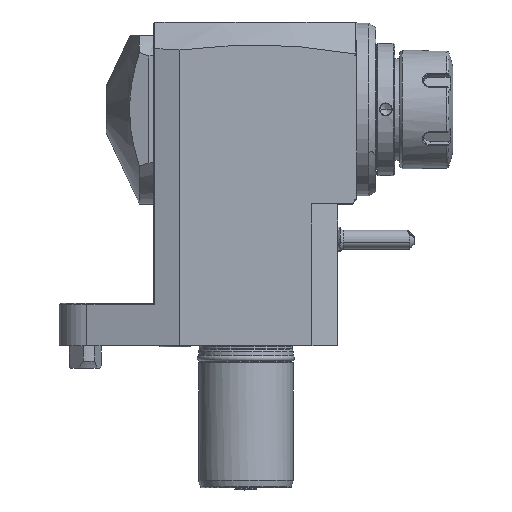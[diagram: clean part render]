
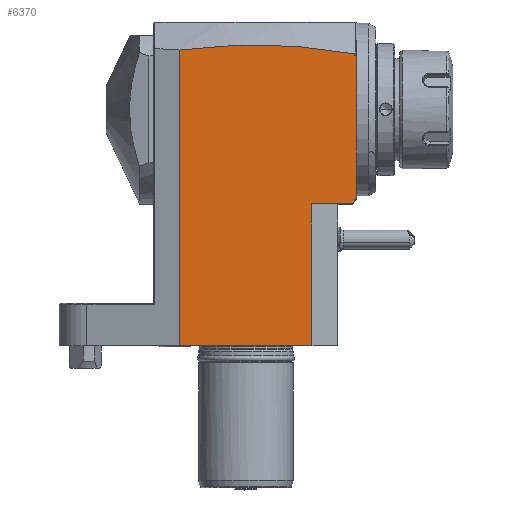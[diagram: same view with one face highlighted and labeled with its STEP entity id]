
A CAD part, top view. The second image highlights one B-rep face of the part: STEP entity #6370.
In plain terms, the highlighted planar face has unit normal (0, 0, 1).
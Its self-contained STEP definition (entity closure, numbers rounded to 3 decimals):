
#5=DIRECTION('',(-1.,0.,0.));
#6=VECTOR('',#5,56.);
#7=CARTESIAN_POINT('',(28.,0.,38.));
#8=LINE('',#7,#6);
#44=DIRECTION('',(0.,-1.,0.));
#45=VECTOR('',#44,125.103);
#46=CARTESIAN_POINT('',(-28.,125.103,38.));
#47=LINE('',#46,#45);
#57=DIRECTION('',(0.,-1.,0.));
#58=VECTOR('',#57,0.745);
#59=CARTESIAN_POINT('',(46.,123.48,38.));
#60=LINE('',#59,#58);
#61=DIRECTION('',(-1.,0.,0.));
#62=VECTOR('',#61,1.);
#63=CARTESIAN_POINT('',(47.,122.735,38.));
#64=LINE('',#63,#62);
#65=DIRECTION('',(0.,-1.,0.));
#66=VECTOR('',#65,1.);
#67=CARTESIAN_POINT('',(46.,62.,38.));
#68=LINE('',#67,#66);
#69=DIRECTION('',(0.707,0.707,0.));
#70=VECTOR('',#69,1.414);
#71=CARTESIAN_POINT('',(45.,60.,38.));
#72=LINE('',#71,#70);
#73=DIRECTION('',(0.,-1.,0.));
#74=VECTOR('',#73,60.);
#75=CARTESIAN_POINT('',(28.,60.,38.));
#76=LINE('',#75,#74);
#77=CARTESIAN_POINT('',(-28.,125.103,38.));
#78=CARTESIAN_POINT('',(-15.623,126.836,38.));
#79=CARTESIAN_POINT('',(9.086,128.27,38.));
#80=CARTESIAN_POINT('',(33.71,125.748,38.));
#81=CARTESIAN_POINT('',(46.,123.48,38.));
#422=DIRECTION('',(0.,1.,0.));
#423=VECTOR('',#422,60.735);
#424=CARTESIAN_POINT('',(47.,62.,38.));
#425=LINE('',#424,#423);
#448=DIRECTION('',(1.,0.,0.));
#449=VECTOR('',#448,17.);
#450=CARTESIAN_POINT('',(28.,60.,38.));
#451=LINE('',#450,#449);
#993=DIRECTION('',(1.,0.,0.));
#994=VECTOR('',#993,1.);
#995=CARTESIAN_POINT('',(46.,62.,38.));
#996=LINE('',#995,#994);
#5731=CARTESIAN_POINT('',(28.,60.,38.));
#5732=CARTESIAN_POINT('',(45.,60.,38.));
#5733=VERTEX_POINT('',#5731);
#5734=VERTEX_POINT('',#5732);
#5741=VERTEX_POINT('',#77);
#5742=VERTEX_POINT('',#81);
#5745=CARTESIAN_POINT('',(46.,61.,38.));
#5746=VERTEX_POINT('',#5745);
#6115=CARTESIAN_POINT('',(28.,0.,38.));
#6116=VERTEX_POINT('',#6115);
#6117=CARTESIAN_POINT('',(-28.,0.,38.));
#6118=VERTEX_POINT('',#6117);
#6131=CARTESIAN_POINT('',(47.,62.,38.));
#6132=CARTESIAN_POINT('',(47.,122.735,38.));
#6133=VERTEX_POINT('',#6131);
#6134=VERTEX_POINT('',#6132);
#6192=CARTESIAN_POINT('',(46.,62.,38.));
#6194=VERTEX_POINT('',#6192);
#6196=CARTESIAN_POINT('',(46.,122.735,38.));
#6198=VERTEX_POINT('',#6196);
#6343=CARTESIAN_POINT('',(-145.107,20.,38.));
#6344=DIRECTION('',(0.,0.,1.));
#6345=DIRECTION('',(1.,0.,0.));
#6346=AXIS2_PLACEMENT_3D('',#6343,#6344,#6345);
#6347=PLANE('',#6346);
#6349=ORIENTED_EDGE('',*,*,#6348,.T.);
#6351=ORIENTED_EDGE('',*,*,#6350,.F.);
#6353=ORIENTED_EDGE('',*,*,#6352,.F.);
#6355=ORIENTED_EDGE('',*,*,#6354,.F.);
#6357=ORIENTED_EDGE('',*,*,#6356,.T.);
#6359=ORIENTED_EDGE('',*,*,#6358,.F.);
#6361=ORIENTED_EDGE('',*,*,#6360,.F.);
#6363=ORIENTED_EDGE('',*,*,#6362,.T.);
#6364=ORIENTED_EDGE('',*,*,#6281,.T.);
#6365=ORIENTED_EDGE('',*,*,#6329,.F.);
#6367=ORIENTED_EDGE('',*,*,#6366,.T.);
#6368=EDGE_LOOP('',(#6349,#6351,#6353,#6355,#6357,#6359,#6361,#6363,#6364,#6365,
#6367));
#6369=FACE_OUTER_BOUND('',#6368,.F.);
#82=B_SPLINE_CURVE_WITH_KNOTS('',3,(#77,#78,#79,#80,#81),.UNSPECIFIED.,.F.,.F.,(
4,1,4),(0.,0.5,1.),.UNSPECIFIED.);
#6281=EDGE_CURVE('',#6116,#6118,#8,.T.);
#6329=EDGE_CURVE('',#5741,#6118,#47,.T.);
#6348=EDGE_CURVE('',#5742,#6198,#60,.T.);
#6350=EDGE_CURVE('',#6134,#6198,#64,.T.);
#6352=EDGE_CURVE('',#6133,#6134,#425,.T.);
#6354=EDGE_CURVE('',#6194,#6133,#996,.T.);
#6356=EDGE_CURVE('',#6194,#5746,#68,.T.);
#6358=EDGE_CURVE('',#5734,#5746,#72,.T.);
#6360=EDGE_CURVE('',#5733,#5734,#451,.T.);
#6362=EDGE_CURVE('',#5733,#6116,#76,.T.);
#6366=EDGE_CURVE('',#5741,#5742,#82,.T.);
#6370=ADVANCED_FACE('',(#6369),#6347,.T.);
